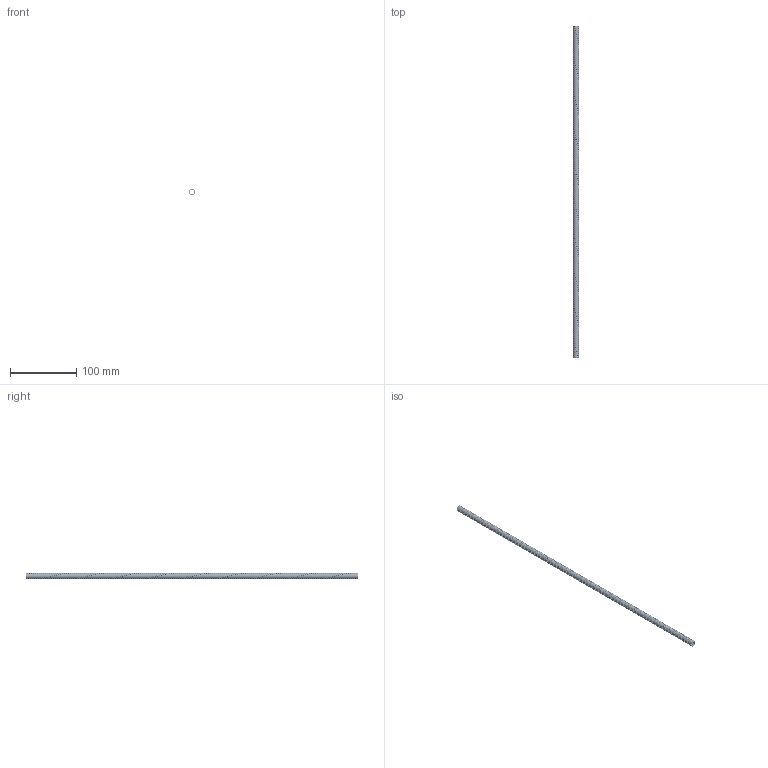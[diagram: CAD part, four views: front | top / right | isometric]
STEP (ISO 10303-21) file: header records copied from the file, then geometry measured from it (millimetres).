
FILE_DESCRIPTION (( 'STEP AP214' ), '1' );
FILE_NAME ('RLI7.STEP', '2021-08-04T12:10:30', ( '' ), ( '' ), 'SwSTEP 2.0', 'SolidWorks 2020', '' );
FILE_SCHEMA (( 'AUTOMOTIVE_DESIGN' ));
Length unit declared in the file: millimetre
Products named in the file (1): RLI7
Bounding box: 9.3 x 500 x 9.3 mm (x, y, z)
Volume: 3775 mm3; surface area: 42686.9 mm2
Topology: 1 solids, 1 shells, 1958 faces, 5869 edges, 3914 vertices
Faces by surface type: cylinder 1948, bspline 8, plane 2
Entity records: 122580 total; most frequent: CARTESIAN_POINT 81433, ORIENTED_EDGE 11736, DIRECTION 5884, EDGE_CURVE 5868, VERTEX_POINT 3912, AXIS2_PLACEMENT_3D 1971, EDGE_LOOP 1960, ADVANCED_FACE 1958
